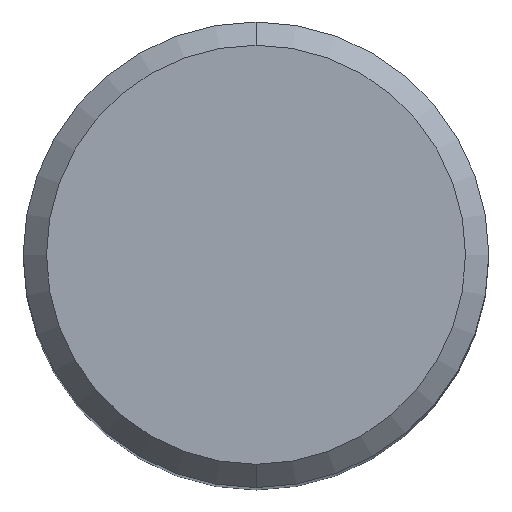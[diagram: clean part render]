
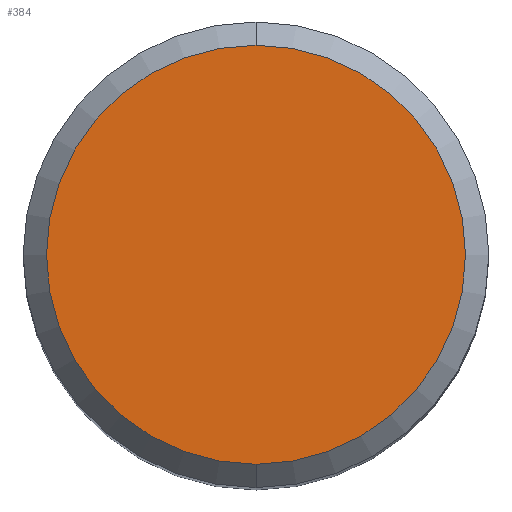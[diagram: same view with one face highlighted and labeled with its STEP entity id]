
A CAD part, top view. The second image highlights one B-rep face of the part: STEP entity #384.
In plain terms, the highlighted planar face has unit normal (0, 0, 1).
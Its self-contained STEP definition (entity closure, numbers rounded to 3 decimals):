
#200=EDGE_CURVE('',#406,#364,#504,.T.);
#300=EDGE_CURVE('',#364,#406,#617,.T.);
#364=VERTEX_POINT('',#686);
#384=ADVANCED_FACE('',(#707),#708,.T.);
#406=VERTEX_POINT('',#734);
#504=CIRCLE('',#892,7.2);
#617=CIRCLE('',#1078,7.2);
#686=CARTESIAN_POINT('',(0.0,7.2,0.0));
#707=FACE_OUTER_BOUND('',#1282,.T.);
#708=PLANE('',#1283);
#734=CARTESIAN_POINT('',(0.,-7.2,0.0));
#892=AXIS2_PLACEMENT_3D('',#1515,#1516,#1517);
#1078=AXIS2_PLACEMENT_3D('',#1649,#1650,#1651);
#1282=EDGE_LOOP('',(#1747,#1748));
#1283=AXIS2_PLACEMENT_3D('',#1749,#1750,#1751);
#1515=CARTESIAN_POINT('',(0.0,0.0,0.0));
#1516=DIRECTION('',(0.0,0.0,-1.0));
#1517=DIRECTION('',(0.0,1.0,0.0));
#1649=CARTESIAN_POINT('',(0.0,0.0,0.0));
#1650=DIRECTION('',(0.0,0.0,-1.0));
#1651=DIRECTION('',(0.0,1.0,0.0));
#1747=ORIENTED_EDGE('',*,*,#300,.F.);
#1748=ORIENTED_EDGE('',*,*,#200,.F.);
#1749=CARTESIAN_POINT('',(0.0,3.6,0.0));
#1750=DIRECTION('',(-0.0,0.0,1.0));
#1751=DIRECTION('',(0.0,-1.0,0.0));
